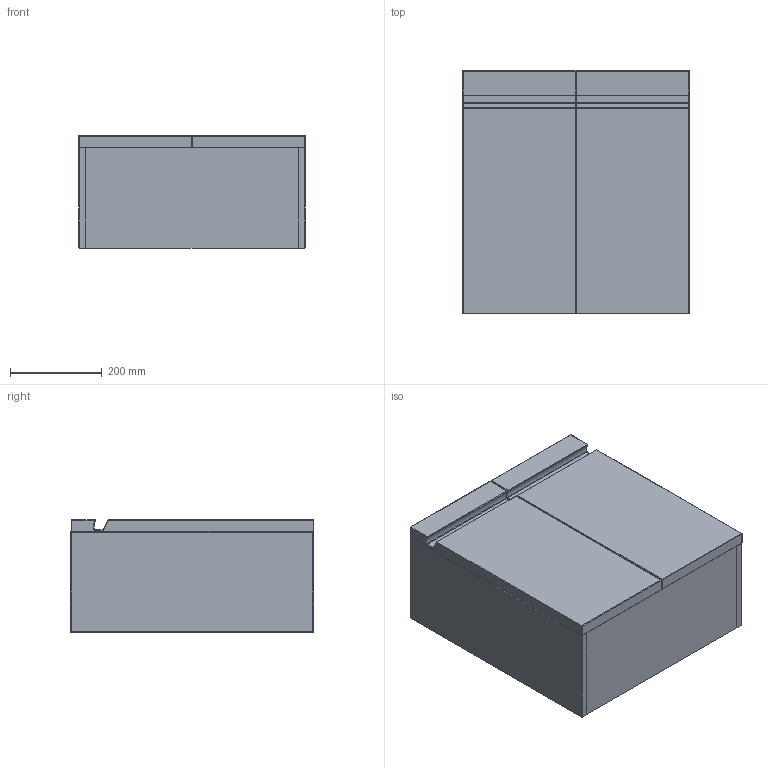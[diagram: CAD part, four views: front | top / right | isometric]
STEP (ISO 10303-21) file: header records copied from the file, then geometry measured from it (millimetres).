
FILE_DESCRIPTION (( 'STEP AP214' ), '1' );
FILE_NAME ('MA051W_v10221.STEP', '2021-02-12T10:56:18', ( '' ), ( '' ), 'SwSTEP 2.0', 'SolidWorks 2019', '' );
FILE_SCHEMA (( 'AUTOMOTIVE_DESIGN' ));
Length unit declared in the file: millimetre
Products named in the file (3): Base and panels_500 Doors; Front_51 Door; MA051W_v10221
Assembly tree (3 placements, depth 2):
  MA051W_v10221
    Base and panels_500 Doors
    Front_51 Door  x2
Bounding box: 494 x 530 x 244 mm (x, y, z)
Volume: 15735079.4 mm3; surface area: 1838844.8 mm2
Topology: 9 solids, 9 shells, 154 faces, 334 edges, 174 vertices
Faces by surface type: plane 60, cylinder 54, sphere 26, torus 14
Entity records: 2758 total; most frequent: DIRECTION 474, CARTESIAN_POINT 456, ORIENTED_EDGE 410, EDGE_CURVE 205, AXIS2_PLACEMENT_3D 169, LINE 136, VECTOR 136, VERTEX_POINT 119
